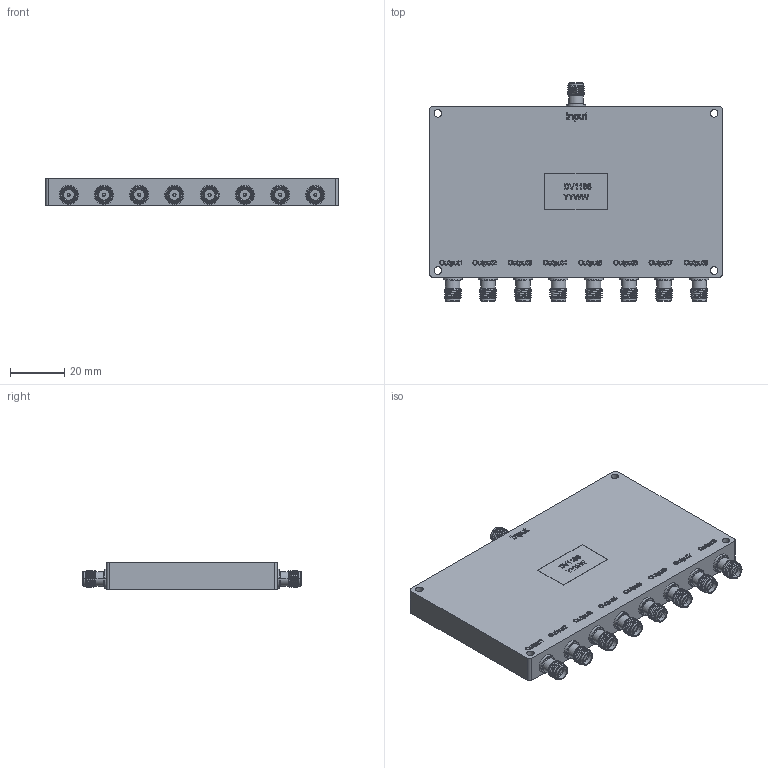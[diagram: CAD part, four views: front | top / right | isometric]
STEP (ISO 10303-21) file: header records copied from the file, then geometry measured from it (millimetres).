
FILE_DESCRIPTION (( 'STEP AP214' ), '1' );
FILE_NAME ('FMDV1188_3D.step', '2023-03-08T23:03:27', ( '' ), ( '' ), 'SwSTEP 2.0', 'SolidWorks 2022', '' );
FILE_SCHEMA (( 'AUTOMOTIVE_DESIGN' ));
Length unit declared in the file: inch
Products named in the file (1): FMDV1188_3D
Bounding box: 108 x 80.7 x 10.08 mm (x, y, z)
Volume: 69570.6 mm3; surface area: 19631 mm2
Topology: 1 solids, 1 shells, 1487 faces, 3882 edges, 2567 vertices
Faces by surface type: plane 683, bspline 468, cylinder 210, cone 108, torus 18
Entity records: 79000 total; most frequent: CARTESIAN_POINT 45923, ORIENTED_EDGE 7764, DIRECTION 5145, EDGE_CURVE 3882, VERTEX_POINT 2567, VECTOR 2265, LINE 2265, EDGE_LOOP 1665
